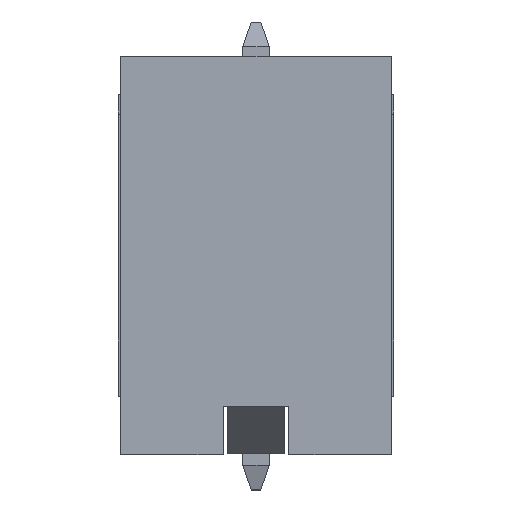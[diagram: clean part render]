
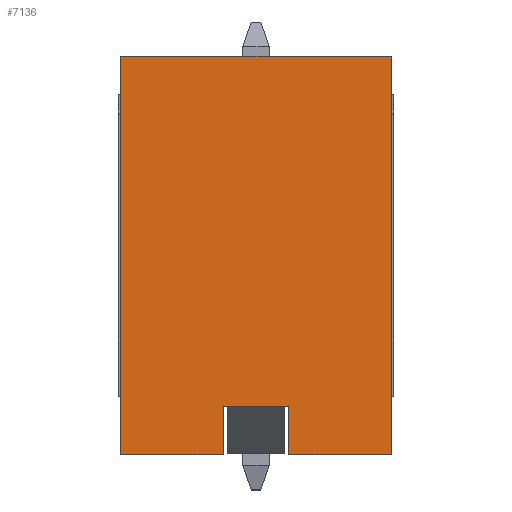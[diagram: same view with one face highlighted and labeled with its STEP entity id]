
A CAD part, top view. The second image highlights one B-rep face of the part: STEP entity #7136.
In plain terms, the highlighted planar face has unit normal (0, 0, 1).
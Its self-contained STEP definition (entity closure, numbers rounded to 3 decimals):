
#973=ORIENTED_EDGE('',*,*,#2052,.F.);
#974=ORIENTED_EDGE('',*,*,#2053,.T.);
#975=ORIENTED_EDGE('',*,*,#2054,.T.);
#976=ORIENTED_EDGE('',*,*,#2051,.T.);
#977=ORIENTED_EDGE('',*,*,#2055,.T.);
#978=ORIENTED_EDGE('',*,*,#2056,.F.);
#979=ORIENTED_EDGE('',*,*,#2057,.F.);
#980=ORIENTED_EDGE('',*,*,#2045,.T.);
#2045=EDGE_CURVE('',#2625,#2624,#3253,.T.);
#2051=EDGE_CURVE('',#2627,#2630,#3259,.T.);
#2052=EDGE_CURVE('',#2631,#2624,#3260,.T.);
#2053=EDGE_CURVE('',#2631,#2632,#3261,.T.);
#2054=EDGE_CURVE('',#2632,#2627,#3262,.T.);
#2055=EDGE_CURVE('',#2630,#2633,#3263,.T.);
#2056=EDGE_CURVE('',#2634,#2633,#3264,.T.);
#2057=EDGE_CURVE('',#2625,#2634,#3265,.T.);
#2624=VERTEX_POINT('',#9863);
#2625=VERTEX_POINT('',#9865);
#2627=VERTEX_POINT('',#9871);
#2630=VERTEX_POINT('',#9876);
#2631=VERTEX_POINT('',#9880);
#2632=VERTEX_POINT('',#9882);
#2633=VERTEX_POINT('',#9885);
#2634=VERTEX_POINT('',#9887);
#3253=LINE('',#9864,#3973);
#3259=LINE('',#9877,#3979);
#3260=LINE('',#9879,#3980);
#3261=LINE('',#9881,#3981);
#3262=LINE('',#9883,#3982);
#3263=LINE('',#9884,#3983);
#3264=LINE('',#9886,#3984);
#3265=LINE('',#9888,#3985);
#3973=VECTOR('',#8397,1000.);
#3979=VECTOR('',#8405,1000.);
#3980=VECTOR('',#8408,1000.);
#3981=VECTOR('',#8409,1000.);
#3982=VECTOR('',#8410,1000.);
#3983=VECTOR('',#8411,1000.);
#3984=VECTOR('',#8412,1000.);
#3985=VECTOR('',#8413,1000.);
#4387=EDGE_LOOP('',(#973,#974,#975,#976,#977,#978,#979,#980));
#4665=FACE_BOUND('',#4387,.T.);
#4935=PLANE('',#7440);
#7136=ADVANCED_FACE('',(#4665),#4935,.F.);
#7440=AXIS2_PLACEMENT_3D('',#9878,#8406,#8407);
#8397=DIRECTION('',(1.,0.,0.));
#8405=DIRECTION('',(1.,0.,0.));
#8406=DIRECTION('',(0.,0.,-1.));
#8407=DIRECTION('',(0.,1.,0.));
#8408=DIRECTION('',(0.,-1.,0.));
#8409=DIRECTION('',(1.,0.,0.));
#8410=DIRECTION('',(0.,-1.,0.));
#8411=DIRECTION('',(0.,1.,0.));
#8412=DIRECTION('',(1.,0.,0.));
#8413=DIRECTION('',(0.,1.,0.));
#9863=CARTESIAN_POINT('',(-0.8,-4.85,6.45));
#9864=CARTESIAN_POINT('',(-3.3,-4.85,6.45));
#9865=CARTESIAN_POINT('',(-3.3,-4.85,6.45));
#9871=CARTESIAN_POINT('',(0.8,-4.85,6.45));
#9876=CARTESIAN_POINT('',(3.3,-4.85,6.45));
#9877=CARTESIAN_POINT('',(-3.3,-4.85,6.45));
#9878=CARTESIAN_POINT('',(-3.3,-4.85,6.45));
#9879=CARTESIAN_POINT('',(-0.8,-3.68,6.45));
#9880=CARTESIAN_POINT('',(-0.8,-3.68,6.45));
#9881=CARTESIAN_POINT('',(-0.8,-3.68,6.45));
#9882=CARTESIAN_POINT('',(0.8,-3.68,6.45));
#9883=CARTESIAN_POINT('',(0.8,-3.68,6.45));
#9884=CARTESIAN_POINT('',(3.3,-4.85,6.45));
#9885=CARTESIAN_POINT('',(3.3,4.85,6.45));
#9886=CARTESIAN_POINT('',(-3.3,4.85,6.45));
#9887=CARTESIAN_POINT('',(-3.3,4.85,6.45));
#9888=CARTESIAN_POINT('',(-3.3,-4.85,6.45));
